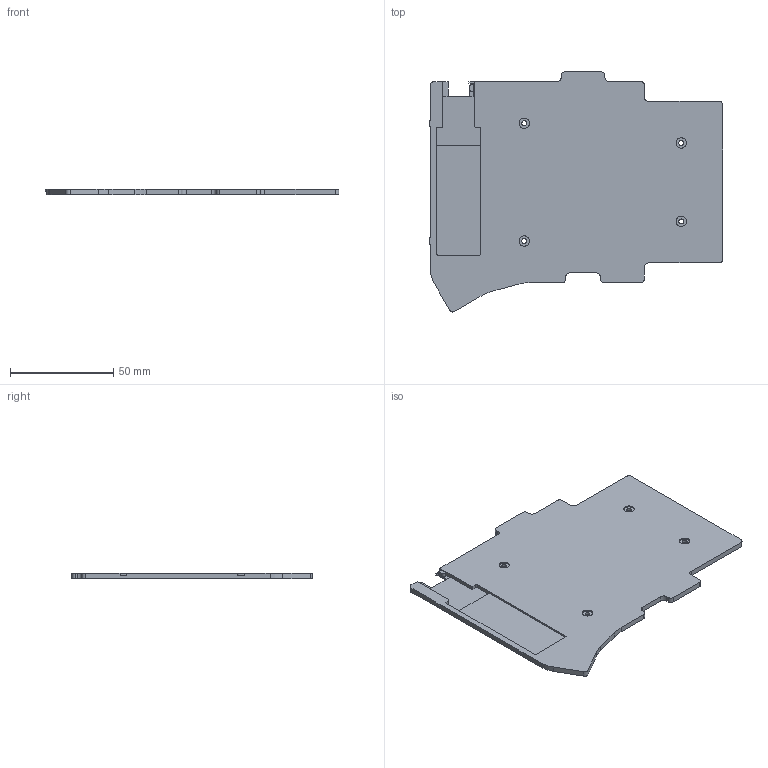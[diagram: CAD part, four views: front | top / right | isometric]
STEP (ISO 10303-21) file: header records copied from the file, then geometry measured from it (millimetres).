
FILE_DESCRIPTION(('FreeCAD Model'),'2;1');
FILE_NAME('Open CASCADE Shape Model','2025-09-20T16:48:18',(''),(''), 'Open CASCADE STEP processor 7.8','FreeCAD','Unknown');
FILE_SCHEMA(('AUTOMOTIVE_DESIGN { 1 0 10303 214 1 1 1 1 }'));
Length unit declared in the file: millimetre
Products named in the file (1): Bottom-Right001
Bounding box: 142.05 x 116.18 x 2.6 mm (x, y, z)
Volume: 32210.3 mm3; surface area: 28365.2 mm2
Topology: 1 solids, 1 shells, 160 faces, 410 edges, 268 vertices
Faces by surface type: plane 99, cylinder 57, cone 4
Full cylindrical faces by diameter (mm): 2.4 x4, 3.8 x4, 5 x4
Entity records: 4884 total; most frequent: DIRECTION 850, CARTESIAN_POINT 839, ORIENTED_EDGE 820, EDGE_CURVE 410, LINE 292, VECTOR 292, AXIS2_PLACEMENT_3D 279, VERTEX_POINT 268
